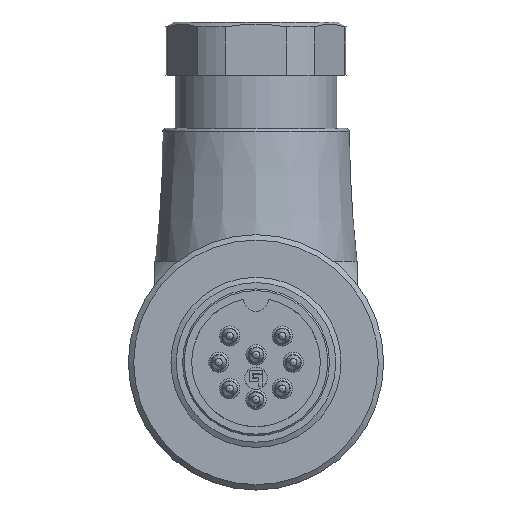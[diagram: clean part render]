
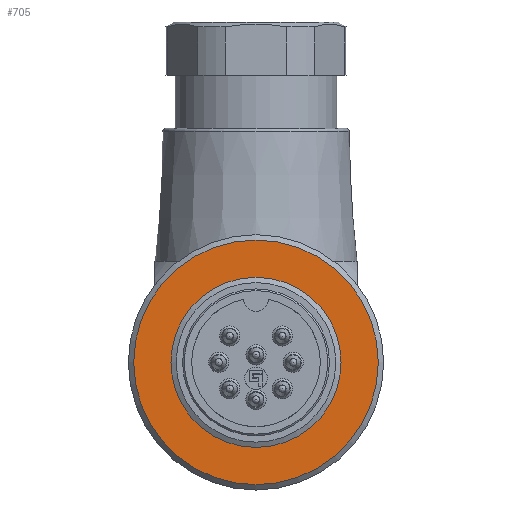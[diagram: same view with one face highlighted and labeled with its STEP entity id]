
A CAD part, left-side view. The second image highlights one B-rep face of the part: STEP entity #705.
In plain terms, the highlighted planar face has unit normal (-1, 0, 0).
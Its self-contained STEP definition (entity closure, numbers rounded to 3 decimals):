
#705=ADVANCED_FACE('',(#993,#994),#889,.T.);
#889=PLANE('',#3032);
#993=FACE_BOUND('',#1165,.T.);
#994=FACE_BOUND('',#1166,.T.);
#1165=EDGE_LOOP('',(#1486));
#1166=EDGE_LOOP('',(#1487));
#1486=ORIENTED_EDGE('',*,*,#2492,.T.);
#1487=ORIENTED_EDGE('',*,*,#2491,.F.);
#2214=VERTEX_POINT('',#4256);
#2215=VERTEX_POINT('',#4259);
#2491=EDGE_CURVE('',#2214,#2214,#2850,.T.);
#2492=EDGE_CURVE('',#2215,#2215,#2851,.T.);
#2850=CIRCLE('',#3017,11.5);
#2851=CIRCLE('',#3019,7.8);
#3017=AXIS2_PLACEMENT_3D('',#4255,#3405,#3406);
#3019=AXIS2_PLACEMENT_3D('',#4258,#3409,#3410);
#3032=AXIS2_PLACEMENT_3D('',#4278,#3435,#3436);
#3405=DIRECTION('',(1.,0.,0.));
#3406=DIRECTION('',(0.,0.,1.));
#3409=DIRECTION('',(1.,0.,0.));
#3410=DIRECTION('',(0.,0.,1.));
#3435=DIRECTION('',(-1.,0.,0.));
#3436=DIRECTION('',(0.,0.,1.));
#4255=CARTESIAN_POINT('',(-1.5,0.,0.));
#4256=CARTESIAN_POINT('',(-1.5,0.,11.5));
#4258=CARTESIAN_POINT('',(-1.5,0.,0.));
#4259=CARTESIAN_POINT('',(-1.5,0.,7.8));
#4278=CARTESIAN_POINT('',(-1.5,0.,0.));
